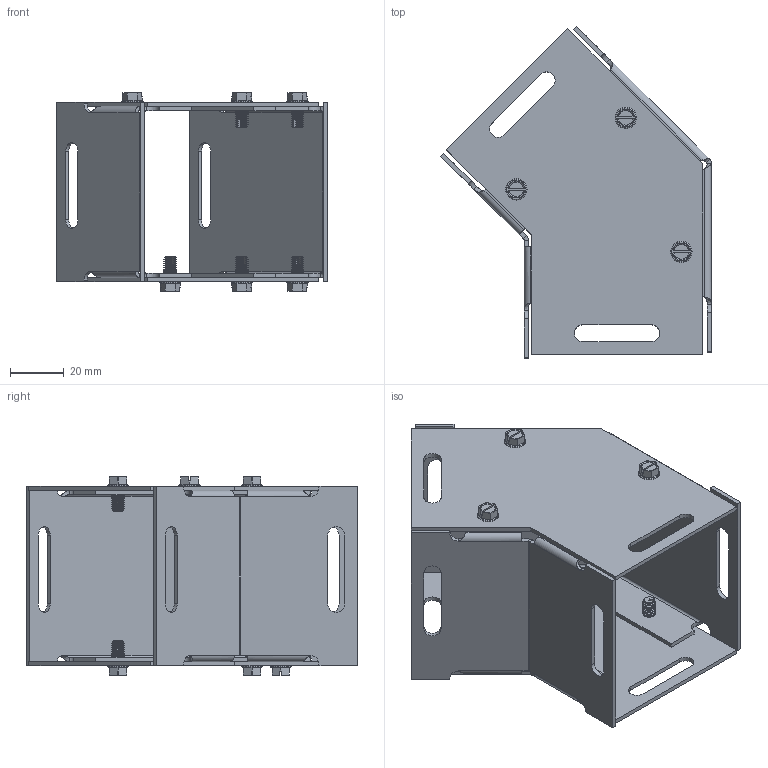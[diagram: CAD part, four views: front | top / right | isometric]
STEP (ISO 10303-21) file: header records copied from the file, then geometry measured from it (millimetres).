
FILE_DESCRIPTION(/* description */ ('45° ELBOW WIREWAY FITTING, TOP & BTM, GALV., 2.5X2.5'),/* implementation_level */ '2;1');
FILE_NAME(/* name */ 'L020245G.stp',/* time_stamp */ '2015-10-16T10:07:53+06:00',/* author */ ('schinnathambi'),/* organization */ (''),/* preprocessor_version */ 'ST-DEVELOPER v16.1',/* originating_system */ 'Autodesk Inventor 2016',/* authorisation */ '');
FILE_SCHEMA (('AUTOMOTIVE_DESIGN { 1 0 10303 214 3 1 1 }'));
Length unit declared in the file: inch
Products named in the file (5): L020245GTB; L020245GBK; L020245GBKP; 372141; L020245G
Assembly tree (10 placements, depth 2):
  L020245G
    L020245GTB  x2
    L020245GBK
    L020245GBKP
    372141  x6
Bounding box: 100.35 x 122.96 x 73.51 mm (x, y, z)
Volume: 51368.9 mm3; surface area: 69807.7 mm2
Topology: 10 solids, 10 shells, 676 faces, 1624 edges, 974 vertices
Faces by surface type: plane 294, cone 162, cylinder 136, torus 72, bspline 12
Full cylindrical faces by diameter (mm): 4.343 x6, 4.595 x48, 6.35 x6, 7.938 x6
Entity records: 8686 total; most frequent: CARTESIAN_POINT 1947, DIRECTION 1312, ORIENTED_EDGE 1288, EDGE_CURVE 644, AXIS2_PLACEMENT_3D 445, LINE 422, VECTOR 422, VERTEX_POINT 420
